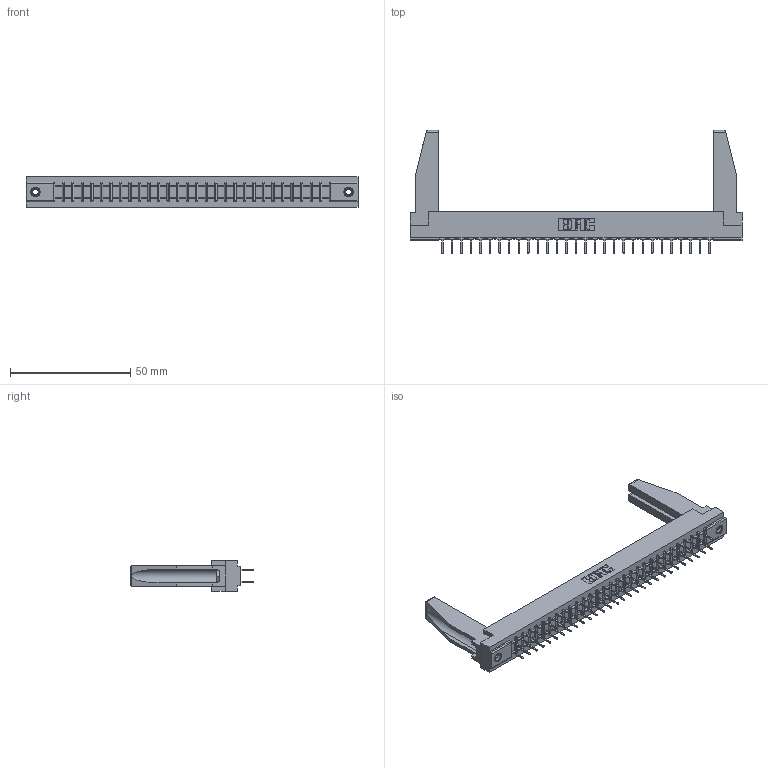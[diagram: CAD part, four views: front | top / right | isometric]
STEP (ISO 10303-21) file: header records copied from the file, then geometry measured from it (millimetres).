
FILE_DESCRIPTION (( 'STEP AP203' ), '1' );
FILE_NAME ('307-058-524-278.STEP', '2019-09-06T14:15:19', ( '' ), ( '' ), 'SwSTEP 2.0', 'SolidWorks 2016', '' );
FILE_SCHEMA (( 'CONFIG_CONTROL_DESIGN' ));
Length unit declared in the file: inch
Products named in the file (5): 307-290-001_524; 307 Part_.156 Dia Mounting Holes; 307-058-524-278; 345-250-001_345-250-001-102; 307-220-078
Assembly tree (63 placements, depth 2):
  307-058-524-278
    307 Part_.156 Dia Mounting Holes
    307-290-001_524  x58
    307-220-078  x2
    345-250-001_345-250-001-102  x2
Bounding box: 137.92 x 51.13 x 12.7 mm (x, y, z)
Volume: 18548.8 mm3; surface area: 21175.5 mm2
Topology: 63 solids, 63 shells, 2946 faces, 8193 edges, 5294 vertices
Faces by surface type: plane 1952, cylinder 918, sphere 60, cone 12, torus 4
Entity records: 29799 total; most frequent: CARTESIAN_POINT 4887, ORIENTED_EDGE 4800, DIRECTION 4746, EDGE_CURVE 2400, LINE 1840, VECTOR 1840, VERTEX_POINT 1552, AXIS2_PLACEMENT_3D 1453
